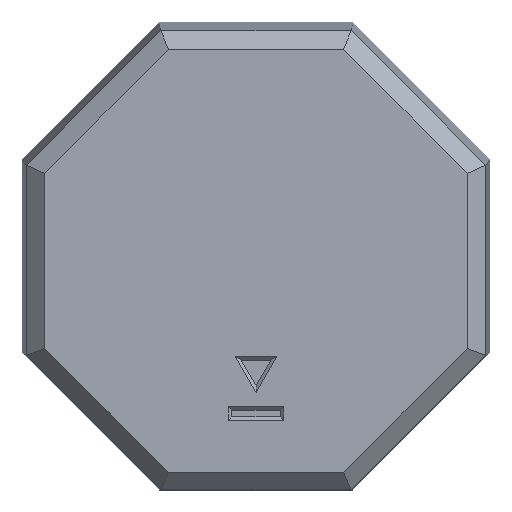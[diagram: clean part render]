
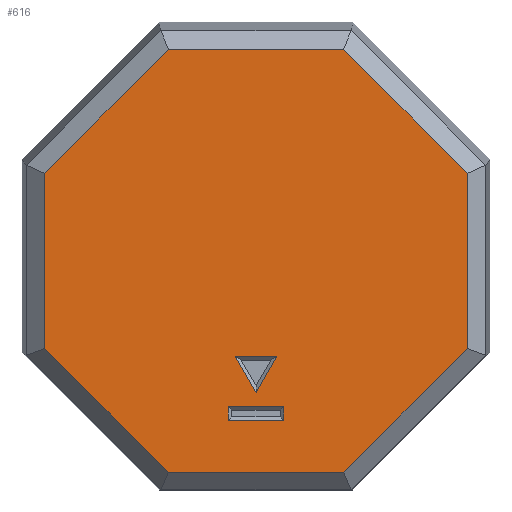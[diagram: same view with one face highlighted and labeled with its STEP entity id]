
A CAD part, top view. The second image highlights one B-rep face of the part: STEP entity #616.
In plain terms, the highlighted planar face has unit normal (0, 0, 1).
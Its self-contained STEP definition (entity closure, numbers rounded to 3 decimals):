
#15=FACE_BOUND('',#73,.T.);
#16=FACE_BOUND('',#74,.T.);
#38=FACE_OUTER_BOUND('',#72,.T.);
#72=EDGE_LOOP('',(#489,#490,#491,#492,#493,#494,#495,#496));
#73=EDGE_LOOP('',(#497,#498,#499));
#74=EDGE_LOOP('',(#500,#501,#502,#503));
#89=LINE('',#839,#173);
#92=LINE('',#845,#176);
#95=LINE('',#849,#179);
#98=LINE('',#858,#182);
#101=LINE('',#864,#185);
#104=LINE('',#870,#188);
#107=LINE('',#874,#191);
#110=LINE('',#883,#194);
#115=LINE('',#893,#199);
#119=LINE('',#901,#203);
#124=LINE('',#911,#208);
#126=LINE('',#916,#210);
#133=LINE('',#928,#217);
#134=LINE('',#931,#218);
#138=LINE('',#938,#222);
#173=VECTOR('',#683,10.);
#176=VECTOR('',#688,10.);
#179=VECTOR('',#693,10.);
#182=VECTOR('',#700,10.);
#185=VECTOR('',#705,10.);
#188=VECTOR('',#710,10.);
#191=VECTOR('',#715,10.);
#194=VECTOR('',#722,10.);
#199=VECTOR('',#729,10.);
#203=VECTOR('',#735,10.);
#208=VECTOR('',#742,10.);
#210=VECTOR('',#746,10.);
#217=VECTOR('',#755,10.);
#218=VECTOR('',#758,10.);
#222=VECTOR('',#764,10.);
#257=VERTEX_POINT('',#836);
#258=VERTEX_POINT('',#838);
#260=VERTEX_POINT('',#844);
#263=VERTEX_POINT('',#855);
#264=VERTEX_POINT('',#857);
#266=VERTEX_POINT('',#863);
#268=VERTEX_POINT('',#869);
#271=VERTEX_POINT('',#880);
#272=VERTEX_POINT('',#882);
#276=VERTEX_POINT('',#891);
#279=VERTEX_POINT('',#899);
#283=VERTEX_POINT('',#909);
#284=VERTEX_POINT('',#914);
#285=VERTEX_POINT('',#915);
#290=VERTEX_POINT('',#930);
#311=EDGE_CURVE('',#258,#257,#89,.T.);
#314=EDGE_CURVE('',#260,#258,#92,.T.);
#317=EDGE_CURVE('',#257,#260,#95,.T.);
#320=EDGE_CURVE('',#264,#263,#98,.T.);
#323=EDGE_CURVE('',#266,#264,#101,.T.);
#326=EDGE_CURVE('',#268,#266,#104,.T.);
#329=EDGE_CURVE('',#263,#268,#107,.T.);
#332=EDGE_CURVE('',#271,#272,#110,.T.);
#337=EDGE_CURVE('',#276,#271,#115,.T.);
#341=EDGE_CURVE('',#279,#276,#119,.T.);
#346=EDGE_CURVE('',#283,#279,#124,.T.);
#348=EDGE_CURVE('',#284,#285,#126,.T.);
#355=EDGE_CURVE('',#285,#283,#133,.T.);
#356=EDGE_CURVE('',#290,#284,#134,.T.);
#360=EDGE_CURVE('',#272,#290,#138,.T.);
#489=ORIENTED_EDGE('',*,*,#348,.F.);
#490=ORIENTED_EDGE('',*,*,#356,.F.);
#491=ORIENTED_EDGE('',*,*,#360,.F.);
#492=ORIENTED_EDGE('',*,*,#332,.F.);
#493=ORIENTED_EDGE('',*,*,#337,.F.);
#494=ORIENTED_EDGE('',*,*,#341,.F.);
#495=ORIENTED_EDGE('',*,*,#346,.F.);
#496=ORIENTED_EDGE('',*,*,#355,.F.);
#497=ORIENTED_EDGE('',*,*,#311,.T.);
#498=ORIENTED_EDGE('',*,*,#317,.T.);
#499=ORIENTED_EDGE('',*,*,#314,.T.);
#500=ORIENTED_EDGE('',*,*,#320,.T.);
#501=ORIENTED_EDGE('',*,*,#329,.T.);
#502=ORIENTED_EDGE('',*,*,#326,.T.);
#503=ORIENTED_EDGE('',*,*,#323,.T.);
#582=PLANE('',#664);
#616=ADVANCED_FACE('',(#38,#15,#16),#582,.T.);
#664=AXIS2_PLACEMENT_3D('',#958,#783,#784);
#683=DIRECTION('',(-0.5,-0.866,0.));
#688=DIRECTION('',(1.,0.,0.));
#693=DIRECTION('',(-0.5,0.866,0.));
#700=DIRECTION('',(0.,-1.,0.));
#705=DIRECTION('',(1.,0.,0.));
#710=DIRECTION('',(0.,1.,0.));
#715=DIRECTION('',(-1.,0.,0.));
#722=DIRECTION('',(0.707,0.707,0.));
#729=DIRECTION('',(0.,1.,0.));
#735=DIRECTION('',(-0.707,0.707,0.));
#742=DIRECTION('',(-1.,0.,0.));
#746=DIRECTION('',(0.,-1.,0.));
#755=DIRECTION('',(-0.707,-0.707,0.));
#758=DIRECTION('',(0.707,-0.707,0.));
#764=DIRECTION('',(1.,0.,0.));
#783=DIRECTION('center_axis',(0.,0.,
1.));
#784=DIRECTION('ref_axis',(1.,0.,0.));
#836=CARTESIAN_POINT('',(0.,-3.95,4.4));
#838=CARTESIAN_POINT('',(0.6,-2.911,4.4));
#839=CARTESIAN_POINT('',(0.823,-2.525,4.4));
#844=CARTESIAN_POINT('',(-0.6,-2.911,4.4));
#845=CARTESIAN_POINT('',(0.3,-2.911,4.4));
#849=CARTESIAN_POINT('',(-1.123,-2.005,4.4));
#855=CARTESIAN_POINT('',(0.8,-4.75,4.4));
#857=CARTESIAN_POINT('',(0.8,-4.35,4.4));
#858=CARTESIAN_POINT('',(0.8,-2.45,4.4));
#863=CARTESIAN_POINT('',(-0.8,-4.35,4.4));
#864=CARTESIAN_POINT('',(0.4,-4.35,4.4));
#869=CARTESIAN_POINT('',(-0.8,-4.75,4.4));
#870=CARTESIAN_POINT('',(-0.8,-2.25,4.4));
#874=CARTESIAN_POINT('',(-0.4,-4.75,4.4));
#880=CARTESIAN_POINT('',(-6.1,2.377,4.4));
#882=CARTESIAN_POINT('',(-2.527,5.95,4.4));
#883=CARTESIAN_POINT('',(-5.264,3.212,4.4));
#891=CARTESIAN_POINT('',(-6.1,-2.677,4.4));
#893=CARTESIAN_POINT('',(-6.1,-1.473,4.4));
#899=CARTESIAN_POINT('',(-2.527,-6.25,4.4));
#901=CARTESIAN_POINT('',(-3.362,-5.414,4.4));
#909=CARTESIAN_POINT('',(2.527,-6.25,4.4));
#911=CARTESIAN_POINT('',(-1.398,-6.25,4.4));
#914=CARTESIAN_POINT('',(6.1,2.377,4.4));
#915=CARTESIAN_POINT('',(6.1,-2.677,4.4));
#916=CARTESIAN_POINT('',(6.1,1.323,4.4));
#928=CARTESIAN_POINT('',(5.339,-3.437,4.4));
#930=CARTESIAN_POINT('',(2.527,5.95,4.4));
#931=CARTESIAN_POINT('',(3.287,5.189,4.4));
#938=CARTESIAN_POINT('',(-1.398,5.95,4.4));
#958=CARTESIAN_POINT('Origin',(0.,-0.15,4.4));
